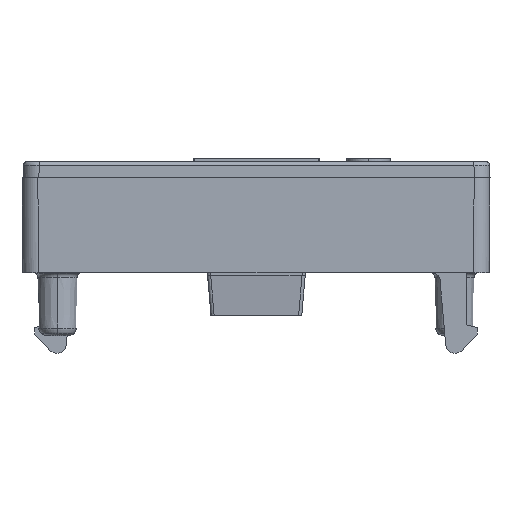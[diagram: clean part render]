
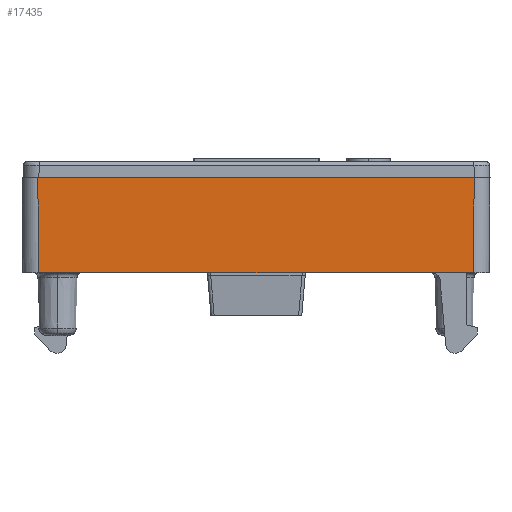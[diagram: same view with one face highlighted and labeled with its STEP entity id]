
A CAD part, left-side view. The second image highlights one B-rep face of the part: STEP entity #17435.
In plain terms, the highlighted planar face has unit normal (-1, 0, -0.009).
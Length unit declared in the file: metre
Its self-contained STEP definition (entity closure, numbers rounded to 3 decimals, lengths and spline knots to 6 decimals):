
#11151=DIRECTION('',(0.,1.,0.));
#11152=VECTOR('',#11151,0.027605);
#11153=CARTESIAN_POINT('',(-0.017371,-0.011997,
0.005084));
#11154=LINE('',#11153,#11152);
#11158=DIRECTION('',(-0.009,-0.009,1.));
#11159=VECTOR('',#11158,0.006);
#11160=CARTESIAN_POINT('',(-0.017319,-0.011945,
-0.000916));
#11161=LINE('',#11160,#11159);
#11165=DIRECTION('',(0.,-1.,0.));
#11166=VECTOR('',#11165,0.0275);
#11167=CARTESIAN_POINT('',(-0.017319,0.015555,
-0.000916));
#11168=LINE('',#11167,#11166);
#11172=DIRECTION('',(0.009,-0.009,-1.));
#11173=VECTOR('',#11172,0.006);
#11174=CARTESIAN_POINT('',(-0.017371,0.015608,
0.005084));
#11175=LINE('',#11174,#11173);
#15535=CARTESIAN_POINT('',(-0.017319,0.015555,
-0.000916));
#15536=CARTESIAN_POINT('',(-0.017319,-0.011945,
-0.000916));
#15537=VERTEX_POINT('',#15535);
#15538=VERTEX_POINT('',#15536);
#15565=CARTESIAN_POINT('',(-0.017371,-0.011997,
0.005084));
#15566=VERTEX_POINT('',#15565);
#15597=CARTESIAN_POINT('',(-0.017371,0.015608,
0.005084));
#15598=VERTEX_POINT('',#15597);
#17421=CARTESIAN_POINT('',(-0.017319,0.016555,
-0.000916));
#17422=DIRECTION('',(-1.,0.,-0.009));
#17423=DIRECTION('',(-0.009,0.,1.));
#17424=AXIS2_PLACEMENT_3D('',#17421,#17422,#17423);
#17425=PLANE('',#17424);
#17427=ORIENTED_EDGE('',*,*,#17426,.F.);
#17429=ORIENTED_EDGE('',*,*,#17428,.F.);
#17430=ORIENTED_EDGE('',*,*,#15987,.F.);
#17432=ORIENTED_EDGE('',*,*,#17431,.F.);
#17433=EDGE_LOOP('',(#17427,#17429,#17430,#17432));
#17434=FACE_OUTER_BOUND('',#17433,.F.);
#15987=EDGE_CURVE('',#15537,#15538,#11168,.T.);
#17426=EDGE_CURVE('',#15566,#15598,#11154,.T.);
#17428=EDGE_CURVE('',#15538,#15566,#11161,.T.);
#17431=EDGE_CURVE('',#15598,#15537,#11175,.T.);
#17435=ADVANCED_FACE('',(#17434),#17425,.T.);
